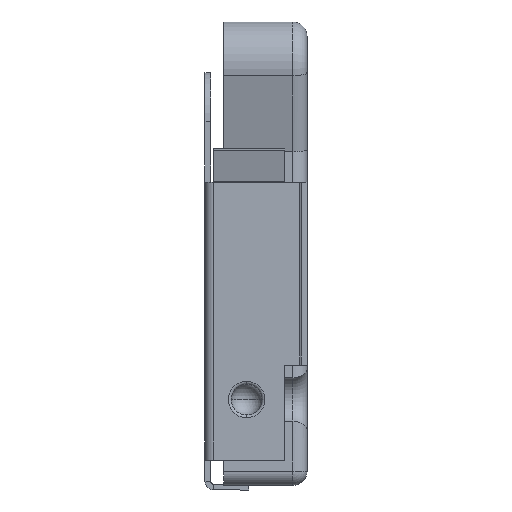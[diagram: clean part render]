
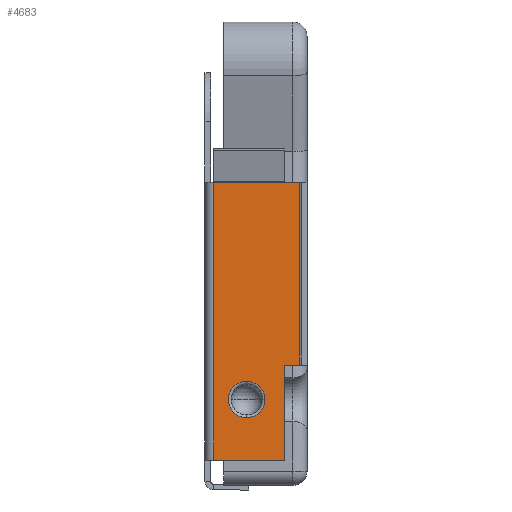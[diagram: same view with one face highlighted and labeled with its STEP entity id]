
A CAD part, left-side view. The second image highlights one B-rep face of the part: STEP entity #4683.
In plain terms, the highlighted planar face has unit normal (-1, 0, 0).
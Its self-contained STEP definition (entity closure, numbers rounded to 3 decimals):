
#29 = EDGE_CURVE ( 'NONE', #5590, #4231, #3360, .T. ) ;
#268 = DIRECTION ( 'NONE',  ( 0., 0., -1. ) ) ;
#394 = VECTOR ( 'NONE', #2632, 1000. ) ;
#434 = CARTESIAN_POINT ( 'NONE',  ( -7.595, 2.1, -4.742 ) ) ;
#484 = ORIENTED_EDGE ( 'NONE', *, *, #938, .F. ) ;
#601 = DIRECTION ( 'NONE',  ( -1., 0., 0. ) ) ;
#626 = CARTESIAN_POINT ( 'NONE',  ( -7.595, 3.25, -6.21 ) ) ;
#771 = VERTEX_POINT ( 'NONE', #1806 ) ;
#813 = CARTESIAN_POINT ( 'NONE',  ( -7.595, 0.78, -6.21 ) ) ;
#852 = ORIENTED_EDGE ( 'NONE', *, *, #1486, .T. ) ;
#938 = EDGE_CURVE ( 'NONE', #2356, #5590, #3150, .T. ) ;
#1008 = VERTEX_POINT ( 'NONE', #5564 ) ;
#1091 = EDGE_CURVE ( 'NONE', #2356, #1008, #5929, .T. ) ;
#1094 = PLANE ( 'NONE',  #1665 ) ;
#1167 = VERTEX_POINT ( 'NONE', #434 ) ;
#1185 = CARTESIAN_POINT ( 'NONE',  ( -7.595, 3.25, 0. ) ) ;
#1214 = LINE ( 'NONE', #3698, #6069 ) ;
#1243 = EDGE_LOOP ( 'NONE', ( #5909, #852 ) ) ;
#1377 = CARTESIAN_POINT ( 'NONE',  ( -7.595, 0.78, -6.21 ) ) ;
#1464 = CARTESIAN_POINT ( 'NONE',  ( -7.595, 3.35, -6.21 ) ) ;
#1486 = EDGE_CURVE ( 'NONE', #1167, #771, #3520, .T. ) ;
#1527 = DIRECTION ( 'NONE',  ( 0., 0., 1. ) ) ;
#1587 = VECTOR ( 'NONE', #268, 1000. ) ;
#1665 = AXIS2_PLACEMENT_3D ( 'NONE', #4851, #601, #1527 ) ;
#1720 = CARTESIAN_POINT ( 'NONE',  ( -7.595, 0.25, -2.91 ) ) ;
#1752 = CARTESIAN_POINT ( 'NONE',  ( -7.595, 2.1, -4.11 ) ) ;
#1787 = CARTESIAN_POINT ( 'NONE',  ( -7.595, 0.78, -2.91 ) ) ;
#1806 = CARTESIAN_POINT ( 'NONE',  ( -7.595, 2.1, -3.478 ) ) ;
#1831 = CARTESIAN_POINT ( 'NONE',  ( -7.595, 0.78, 3.44 ) ) ;
#1945 = EDGE_CURVE ( 'NONE', #771, #1167, #3865, .T. ) ;
#2201 = DIRECTION ( 'NONE',  ( 0., 0., 1. ) ) ;
#2218 = DIRECTION ( 'NONE',  ( 0., 0., 1. ) ) ;
#2341 = VECTOR ( 'NONE', #2476, 1000. ) ;
#2356 = VERTEX_POINT ( 'NONE', #4049 ) ;
#2452 = ORIENTED_EDGE ( 'NONE', *, *, #5916, .F. ) ;
#2476 = DIRECTION ( 'NONE',  ( 0., 1., 0. ) ) ;
#2630 = DIRECTION ( 'NONE',  ( 1., 0., 0. ) ) ;
#2632 = DIRECTION ( 'NONE',  ( 0., 0., -1. ) ) ;
#2649 = CARTESIAN_POINT ( 'NONE',  ( -7.595, 0.78, 3.44 ) ) ;
#2930 = CARTESIAN_POINT ( 'NONE',  ( -7.595, 3.25, 3.44 ) ) ;
#3150 = LINE ( 'NONE', #813, #1587 ) ;
#3360 = LINE ( 'NONE', #1464, #2341 ) ;
#3414 = AXIS2_PLACEMENT_3D ( 'NONE', #4935, #5450, #2218 ) ;
#3444 = VECTOR ( 'NONE', #3641, 1000. ) ;
#3520 = CIRCLE ( 'NONE', #4542, 0.632 ) ;
#3641 = DIRECTION ( 'NONE',  ( 0., -1., 0. ) ) ;
#3683 = DIRECTION ( 'NONE',  ( 0., -1., 0. ) ) ;
#3698 = CARTESIAN_POINT ( 'NONE',  ( -7.595, 0.78, 3.44 ) ) ;
#3699 = VECTOR ( 'NONE', #2201, 1000. ) ;
#3702 = EDGE_CURVE ( 'NONE', #4645, #4231, #4736, .T. ) ;
#3780 = ORIENTED_EDGE ( 'NONE', *, *, #4839, .T. ) ;
#3841 = ORIENTED_EDGE ( 'NONE', *, *, #3702, .T. ) ;
#3865 = CIRCLE ( 'NONE', #3414, 0.632 ) ;
#3917 = VERTEX_POINT ( 'NONE', #1831 ) ;
#3969 = EDGE_CURVE ( 'NONE', #3917, #5732, #1214, .T. ) ;
#4031 = DIRECTION ( 'NONE',  ( 0., -1., 0. ) ) ;
#4049 = CARTESIAN_POINT ( 'NONE',  ( -7.595, 0.78, -2.91 ) ) ;
#4078 = FACE_OUTER_BOUND ( 'NONE', #5606, .T. ) ;
#4098 = LINE ( 'NONE', #2649, #5189 ) ;
#4231 = VERTEX_POINT ( 'NONE', #626 ) ;
#4241 = CARTESIAN_POINT ( 'NONE',  ( -7.595, 0.25, 3.44 ) ) ;
#4433 = FACE_BOUND ( 'NONE', #1243, .T. ) ;
#4542 = AXIS2_PLACEMENT_3D ( 'NONE', #1752, #2630, #5006 ) ;
#4645 = VERTEX_POINT ( 'NONE', #2930 ) ;
#4683 = ADVANCED_FACE ( 'NONE', ( #4433, #4078 ), #1094, .T. ) ;
#4684 = ORIENTED_EDGE ( 'NONE', *, *, #1091, .T. ) ;
#4736 = LINE ( 'NONE', #1185, #394 ) ;
#4839 = EDGE_CURVE ( 'NONE', #1008, #5732, #5679, .T. ) ;
#4850 = ORIENTED_EDGE ( 'NONE', *, *, #29, .F. ) ;
#4851 = CARTESIAN_POINT ( 'NONE',  ( -7.595, 0.78, -2.91 ) ) ;
#4935 = CARTESIAN_POINT ( 'NONE',  ( -7.595, 2.1, -4.11 ) ) ;
#5006 = DIRECTION ( 'NONE',  ( 0., 0., 1. ) ) ;
#5189 = VECTOR ( 'NONE', #4031, 1000. ) ;
#5299 = ORIENTED_EDGE ( 'NONE', *, *, #3969, .F. ) ;
#5450 = DIRECTION ( 'NONE',  ( 1., 0., 0. ) ) ;
#5564 = CARTESIAN_POINT ( 'NONE',  ( -7.595, 0.25, -2.91 ) ) ;
#5590 = VERTEX_POINT ( 'NONE', #1377 ) ;
#5606 = EDGE_LOOP ( 'NONE', ( #2452, #3841, #4850, #484, #4684, #3780, #5299 ) ) ;
#5679 = LINE ( 'NONE', #1720, #3699 ) ;
#5732 = VERTEX_POINT ( 'NONE', #4241 ) ;
#5909 = ORIENTED_EDGE ( 'NONE', *, *, #1945, .T. ) ;
#5916 = EDGE_CURVE ( 'NONE', #4645, #3917, #4098, .T. ) ;
#5929 = LINE ( 'NONE', #1787, #3444 ) ;
#6069 = VECTOR ( 'NONE', #3683, 1000. ) ;
